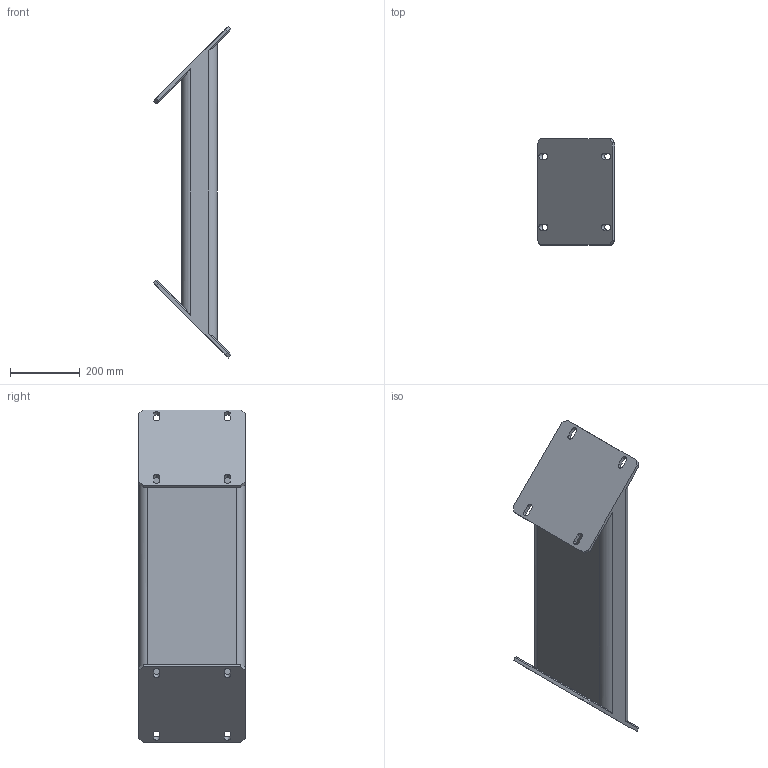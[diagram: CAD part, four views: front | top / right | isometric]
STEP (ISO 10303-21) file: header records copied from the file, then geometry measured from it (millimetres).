
FILE_DESCRIPTION (( 'STEP AP203' ), '1' );
FILE_NAME ('D050263.STEP', '2011-03-30T22:15:17', ( '' ), ( '' ), 'SwSTEP 2.0', 'SolidWorks 2010', '' );
FILE_SCHEMA (( 'CONFIG_CONTROL_DESIGN' ));
Length unit declared in the file: inch
Products named in the file (1): D050263
Bounding box: 222.27 x 304.8 x 951.9 mm (x, y, z)
Volume: 9223821.5 mm3; surface area: 1463874.6 mm2
Topology: 1 solids, 2 shells, 96 faces, 260 edges, 168 vertices
Faces by surface type: plane 64, cylinder 32
Entity records: 3093 total; most frequent: CARTESIAN_POINT 597, ORIENTED_EDGE 520, DIRECTION 478, EDGE_CURVE 260, VECTOR 188, LINE 188, VERTEX_POINT 168, AXIS2_PLACEMENT_3D 145
